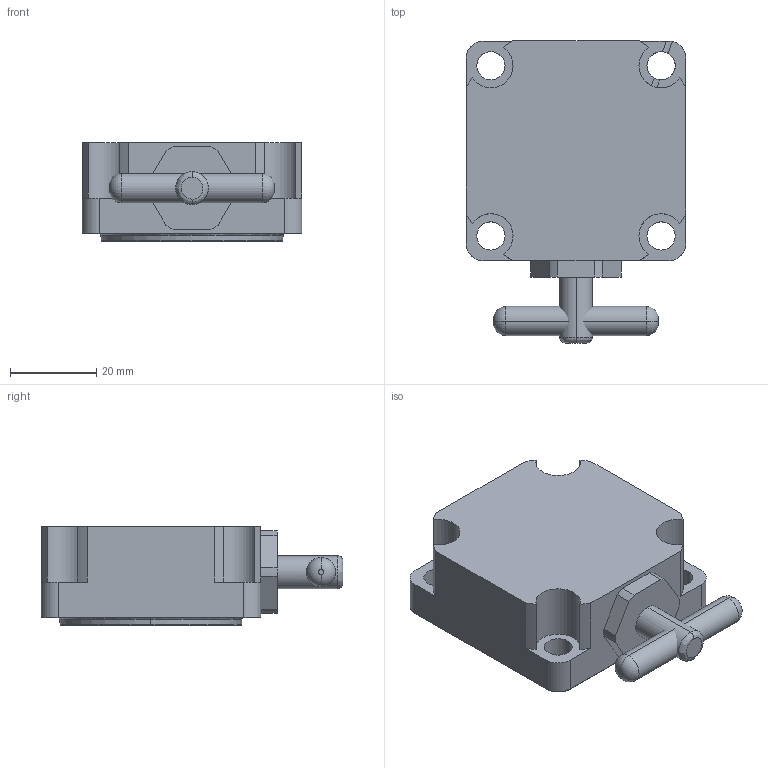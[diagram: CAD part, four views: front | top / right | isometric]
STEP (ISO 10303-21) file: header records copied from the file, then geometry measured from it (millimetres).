
FILE_DESCRIPTION (( 'STEP AP203' ), '1' );
FILE_NAME ('VC-2902.step', '2024-08-21T11:27:03', ( '' ), ( '' ), 'SwSTEP 2.0', 'SolidWorks 2023', '' );
FILE_SCHEMA (( 'CONFIG_CONTROL_DESIGN' ));
Length unit declared in the file: inch
Products named in the file (1): VC-2902
Bounding box: 50.8 x 69.85 x 22.86 mm (x, y, z)
Volume: 47083.9 mm3; surface area: 15853.3 mm2
Topology: 4 solids, 4 shells, 165 faces, 411 edges, 250 vertices
Faces by surface type: cylinder 85, plane 34, cone 30, bspline 12, torus 4
Entity records: 5742 total; most frequent: CARTESIAN_POINT 1720, DIRECTION 861, ORIENTED_EDGE 818, EDGE_CURVE 409, AXIS2_PLACEMENT_3D 343, VERTEX_POINT 250, CIRCLE 189, EDGE_LOOP 181
